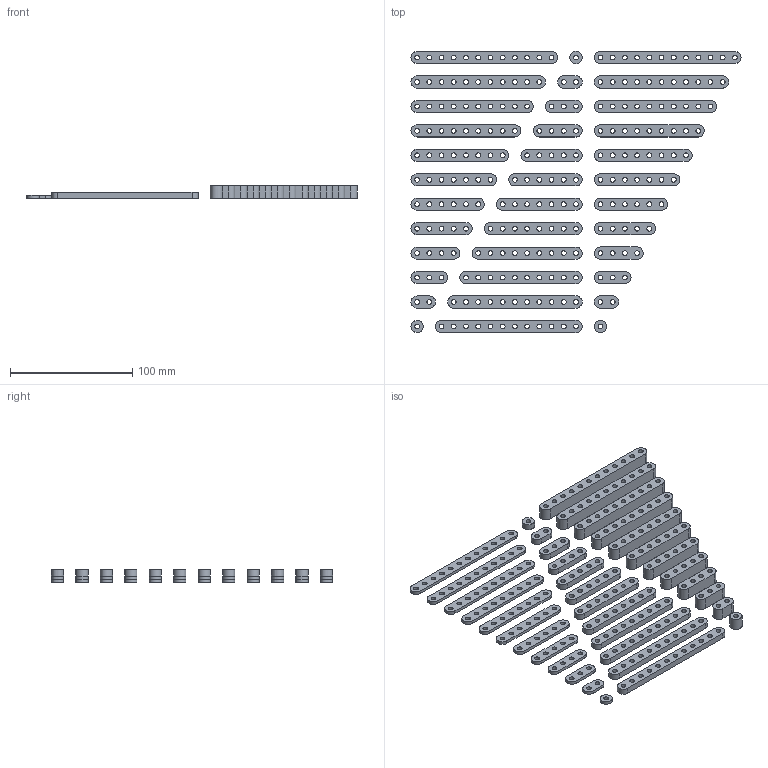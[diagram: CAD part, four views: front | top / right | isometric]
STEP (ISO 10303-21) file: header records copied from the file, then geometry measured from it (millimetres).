
FILE_DESCRIPTION(('Open CASCADE Model'),'2;1');
FILE_NAME('Open CASCADE Shape Model','2025-02-28T19:49:36',('Author'),( 'Open CASCADE'),'Open CASCADE STEP processor 7.8','Open CASCADE 7.8' ,'Unknown');
FILE_SCHEMA(('AUTOMOTIVE_DESIGN { 1 0 10303 214 1 1 1 1 }'));
Length unit declared in the file: millimetre
Products named in the file (74): c10ea8a0-f604-11ef-a281-84a93e78d292; c1136e12-f604-11ef-a281-84a93e78d292; c1136e12-f604-11ef-a281-84a93e78d292_part; c1165262-f604-11ef-a281-84a93e78d292; c1165262-f604-11ef-a281-84a93e78d292_part; c1198586-f604-11ef-a281-84a93e78d292; c1198586-f604-11ef-a281-84a93e78d292_part; c11d196c-f604-11ef-a281-84a93e78d292; c11d196c-f604-11ef-a281-84a93e78d292_part; c120e84e-f604-11ef-a281-84a93e78d292; c120e84e-f604-11ef-a281-84a93e78d292_part; c1253674-f604-11ef-a281-84a93e78d292; c1253674-f604-11ef-a281-84a93e78d292_part; c12a0fd2-f604-11ef-a281-84a93e78d292; c12a0fd2-f604-11ef-a281-84a93e78d292_part; c12f5140-f604-11ef-a281-84a93e78d292; c12f5140-f604-11ef-a281-84a93e78d292_part; c134c332-f604-11ef-a281-84a93e78d292; c134c332-f604-11ef-a281-84a93e78d292_part; c13a7f0c-f604-11ef-a281-84a93e78d292; c13a7f0c-f604-11ef-a281-84a93e78d292_part; c1405b5c-f604-11ef-a281-84a93e78d292; c1405b5c-f604-11ef-a281-84a93e78d292_part; c146d392-f604-11ef-a281-84a93e78d292; c146d392-f604-11ef-a281-84a93e78d292_part; c14d0550-f604-11ef-a281-84a93e78d292; c14d0550-f604-11ef-a281-84a93e78d292_part; c152dc1e-f604-11ef-a281-84a93e78d292; c152dc1e-f604-11ef-a281-84a93e78d292_part; c1586486-f604-11ef-a281-84a93e78d292; c1586486-f604-11ef-a281-84a93e78d292_part; c15d95c8-f604-11ef-a281-84a93e78d292; c15d95c8-f604-11ef-a281-84a93e78d292_part; c162750c-f604-11ef-a281-84a93e78d292; c162750c-f604-11ef-a281-84a93e78d292_part; c166e8f8-f604-11ef-a281-84a93e78d292; c166e8f8-f604-11ef-a281-84a93e78d292_part; c16b05aa-f604-11ef-a281-84a93e78d292; c16b05aa-f604-11ef-a281-84a93e78d292_part; c16ecc1c-f604-11ef-a281-84a93e78d292 ...
Assembly tree (73 placements, depth 4):
  c10ea8a0-f604-11ef-a281-84a93e78d292
    c10ea8a0-f604-11ef-a281-84a93e78d292
      c1136e12-f604-11ef-a281-84a93e78d292
        c1136e12-f604-11ef-a281-84a93e78d292_part
      c1165262-f604-11ef-a281-84a93e78d292
        c1165262-f604-11ef-a281-84a93e78d292_part
      c1198586-f604-11ef-a281-84a93e78d292
        c1198586-f604-11ef-a281-84a93e78d292_part
      c11d196c-f604-11ef-a281-84a93e78d292
        c11d196c-f604-11ef-a281-84a93e78d292_part
      c120e84e-f604-11ef-a281-84a93e78d292
        c120e84e-f604-11ef-a281-84a93e78d292_part
      c1253674-f604-11ef-a281-84a93e78d292
        c1253674-f604-11ef-a281-84a93e78d292_part
      c12a0fd2-f604-11ef-a281-84a93e78d292
        c12a0fd2-f604-11ef-a281-84a93e78d292_part
      c12f5140-f604-11ef-a281-84a93e78d292
        c12f5140-f604-11ef-a281-84a93e78d292_part
      c134c332-f604-11ef-a281-84a93e78d292
        c134c332-f604-11ef-a281-84a93e78d292_part
      c13a7f0c-f604-11ef-a281-84a93e78d292
        c13a7f0c-f604-11ef-a281-84a93e78d292_part
      c1405b5c-f604-11ef-a281-84a93e78d292
        c1405b5c-f604-11ef-a281-84a93e78d292_part
      c146d392-f604-11ef-a281-84a93e78d292
        c146d392-f604-11ef-a281-84a93e78d292_part
      c14d0550-f604-11ef-a281-84a93e78d292
        c14d0550-f604-11ef-a281-84a93e78d292_part
      c152dc1e-f604-11ef-a281-84a93e78d292
        c152dc1e-f604-11ef-a281-84a93e78d292_part
      c1586486-f604-11ef-a281-84a93e78d292
        c1586486-f604-11ef-a281-84a93e78d292_part
      c15d95c8-f604-11ef-a281-84a93e78d292
        c15d95c8-f604-11ef-a281-84a93e78d292_part
      c162750c-f604-11ef-a281-84a93e78d292
        c162750c-f604-11ef-a281-84a93e78d292_part
      c166e8f8-f604-11ef-a281-84a93e78d292
        c166e8f8-f604-11ef-a281-84a93e78d292_part
      c16b05aa-f604-11ef-a281-84a93e78d292
        c16b05aa-f604-11ef-a281-84a93e78d292_part
      c16ecc1c-f604-11ef-a281-84a93e78d292
        c16ecc1c-f604-11ef-a281-84a93e78d292_part
      c1725684-f604-11ef-a281-84a93e78d292
        c1725684-f604-11ef-a281-84a93e78d292_part
      c175645a-f604-11ef-a281-84a93e78d292
        c175645a-f604-11ef-a281-84a93e78d292_part
      c1781c5e-f604-11ef-a281-84a93e78d292
        c1781c5e-f604-11ef-a281-84a93e78d292_part
      c17b21e2-f604-11ef-a281-84a93e78d292
        c17b21e2-f604-11ef-a281-84a93e78d292_part
      c17e6582-f604-11ef-a281-84a93e78d292
        c17e6582-f604-11ef-a281-84a93e78d292_part
      c1811f16-f604-11ef-a281-84a93e78d292
        c1811f16-f604-11ef-a281-84a93e78d292_part
      c184463c-f604-11ef-a281-84a93e78d292
        c184463c-f604-11ef-a281-84a93e78d292_part
      c187cdd4-f604-11ef-a281-84a93e78d292
        c187cdd4-f604-11ef-a281-84a93e78d292_part
      c18b8f82-f604-11ef-a281-84a93e78d292
        c18b8f82-f604-11ef-a281-84a93e78d292_part
Bounding box: 270 x 230 x 10 mm (x, y, z)
Volume: 115687.2 mm3; surface area: 86085.8 mm2
Topology: 36 solids, 36 shells, 441 faces, 1107 edges, 738 vertices
Faces by surface type: cylinder 303, plane 138
Full cylindrical faces by diameter (mm): 3.9 x234, 10 x3
Entity records: 30377 total; most frequent: DIRECTION 4957, CARTESIAN_POINT 4574, ORIENTED_EDGE 2214, PCURVE 2214, DEFINITIONAL_REPRESENTATION 2214, LINE 2109, VECTOR 2109, CIRCLE 1212
